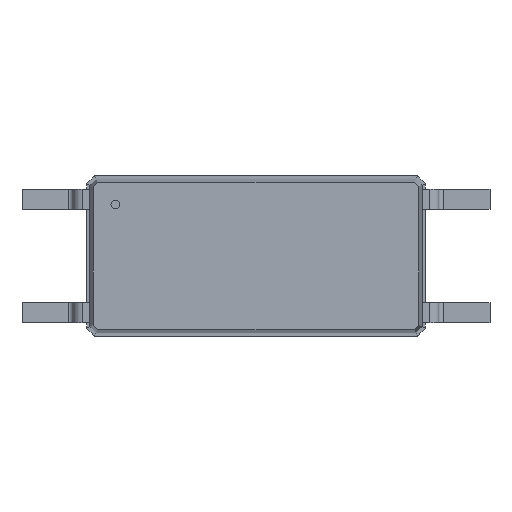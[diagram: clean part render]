
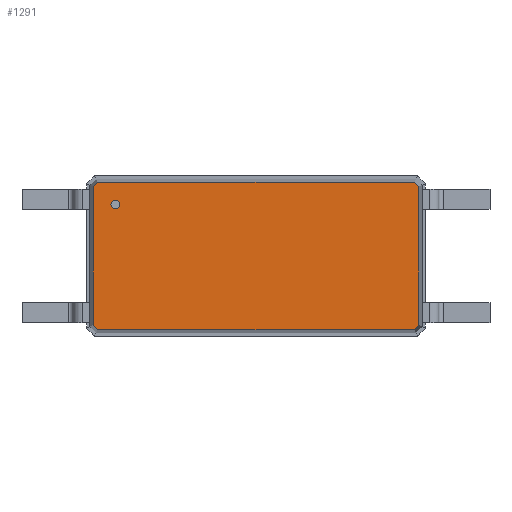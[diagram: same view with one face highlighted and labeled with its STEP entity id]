
A CAD part, top view. The second image highlights one B-rep face of the part: STEP entity #1291.
In plain terms, the highlighted planar face has unit normal (0, 0, 1).
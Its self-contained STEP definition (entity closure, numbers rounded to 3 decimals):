
#796 = VERTEX_POINT('',#797);
#797 = CARTESIAN_POINT('',(3.654,-1.552,1.1));
#802 = EDGE_CURVE('',#803,#796,#805,.T.);
#803 = VERTEX_POINT('',#804);
#804 = CARTESIAN_POINT('',(3.654,1.552,1.1));
#805 = LINE('',#806,#807);
#806 = CARTESIAN_POINT('',(3.654,1.552,1.1));
#807 = VECTOR('',#808,1.);
#808 = DIRECTION('',(0.,-1.,0.));
#1274 = EDGE_CURVE('',#1275,#803,#1277,.T.);
#1275 = VERTEX_POINT('',#1276);
#1276 = CARTESIAN_POINT('',(3.552,1.654,1.1));
#1277 = LINE('',#1278,#1279);
#1278 = CARTESIAN_POINT('',(3.552,1.654,1.1));
#1279 = VECTOR('',#1280,1.);
#1280 = DIRECTION('',(0.707,-0.707,0.));
#1291 = ADVANCED_FACE('',(#1292,#1342),#1353,.F.);
#1292 = FACE_BOUND('',#1293,.F.);
#1293 = EDGE_LOOP('',(#1294,#1302,#1303,#1304,#1312,#1320,#1328,#1336));
#1294 = ORIENTED_EDGE('',*,*,#1295,.T.);
#1295 = EDGE_CURVE('',#1296,#1275,#1298,.T.);
#1296 = VERTEX_POINT('',#1297);
#1297 = CARTESIAN_POINT('',(-3.552,1.654,1.1));
#1298 = LINE('',#1299,#1300);
#1299 = CARTESIAN_POINT('',(-3.552,1.654,1.1));
#1300 = VECTOR('',#1301,1.);
#1301 = DIRECTION('',(1.,0.,0.));
#1302 = ORIENTED_EDGE('',*,*,#1274,.T.);
#1303 = ORIENTED_EDGE('',*,*,#802,.T.);
#1304 = ORIENTED_EDGE('',*,*,#1305,.T.);
#1305 = EDGE_CURVE('',#796,#1306,#1308,.T.);
#1306 = VERTEX_POINT('',#1307);
#1307 = CARTESIAN_POINT('',(3.552,-1.654,1.1));
#1308 = LINE('',#1309,#1310);
#1309 = CARTESIAN_POINT('',(3.654,-1.552,1.1));
#1310 = VECTOR('',#1311,1.);
#1311 = DIRECTION('',(-0.707,-0.707,0.));
#1312 = ORIENTED_EDGE('',*,*,#1313,.T.);
#1313 = EDGE_CURVE('',#1306,#1314,#1316,.T.);
#1314 = VERTEX_POINT('',#1315);
#1315 = CARTESIAN_POINT('',(-3.552,-1.654,1.1));
#1316 = LINE('',#1317,#1318);
#1317 = CARTESIAN_POINT('',(3.552,-1.654,1.1));
#1318 = VECTOR('',#1319,1.);
#1319 = DIRECTION('',(-1.,0.,0.));
#1320 = ORIENTED_EDGE('',*,*,#1321,.T.);
#1321 = EDGE_CURVE('',#1314,#1322,#1324,.T.);
#1322 = VERTEX_POINT('',#1323);
#1323 = CARTESIAN_POINT('',(-3.654,-1.552,1.1));
#1324 = LINE('',#1325,#1326);
#1325 = CARTESIAN_POINT('',(-3.552,-1.654,1.1));
#1326 = VECTOR('',#1327,1.);
#1327 = DIRECTION('',(-0.707,0.707,0.));
#1328 = ORIENTED_EDGE('',*,*,#1329,.T.);
#1329 = EDGE_CURVE('',#1322,#1330,#1332,.T.);
#1330 = VERTEX_POINT('',#1331);
#1331 = CARTESIAN_POINT('',(-3.654,1.552,1.1));
#1332 = LINE('',#1333,#1334);
#1333 = CARTESIAN_POINT('',(-3.654,-1.552,1.1));
#1334 = VECTOR('',#1335,1.);
#1335 = DIRECTION('',(0.,1.,0.));
#1336 = ORIENTED_EDGE('',*,*,#1337,.T.);
#1337 = EDGE_CURVE('',#1330,#1296,#1338,.T.);
#1338 = LINE('',#1339,#1340);
#1339 = CARTESIAN_POINT('',(-3.654,1.552,1.1));
#1340 = VECTOR('',#1341,1.);
#1341 = DIRECTION('',(0.707,0.707,0.));
#1342 = FACE_BOUND('',#1343,.F.);
#1343 = EDGE_LOOP('',(#1344));
#1344 = ORIENTED_EDGE('',*,*,#1345,.T.);
#1345 = EDGE_CURVE('',#1346,#1346,#1348,.T.);
#1346 = VERTEX_POINT('',#1347);
#1347 = CARTESIAN_POINT('',(-3.154,1.054,1.1));
#1348 = CIRCLE('',#1349,0.1);
#1349 = AXIS2_PLACEMENT_3D('',#1350,#1351,#1352);
#1350 = CARTESIAN_POINT('',(-3.154,1.154,1.1));
#1351 = DIRECTION('',(0.,0.,1.));
#1352 = DIRECTION('',(0.,-1.,0.));
#1353 = PLANE('',#1354);
#1354 = AXIS2_PLACEMENT_3D('',#1355,#1356,#1357);
#1355 = CARTESIAN_POINT('',(-3.552,1.654,1.1));
#1356 = DIRECTION('',(0.,0.,-1.));
#1357 = DIRECTION('',(0.914,-0.406,0.));
